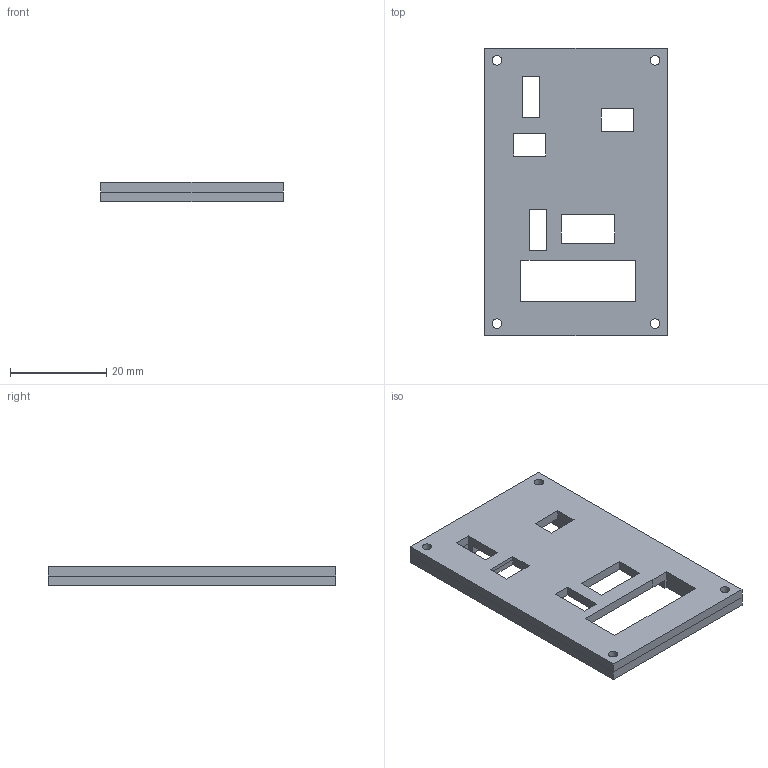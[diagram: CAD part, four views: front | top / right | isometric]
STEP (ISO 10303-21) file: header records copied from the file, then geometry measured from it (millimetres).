
FILE_DESCRIPTION(('FreeCAD Model'),'2;1');
FILE_NAME('midddle_assy_complete.step','2020-10-17T12:16:17',('Author'),(''), 'Open CASCADE STEP processor 7.4','FreeCAD','Unknown');
FILE_SCHEMA(('AUTOMOTIVE_DESIGN { 1 0 10303 214 1 1 1 1 }'));
Length unit declared in the file: millimetre
Products named in the file (1): middle_assy_cut_merge_fused
Bounding box: 37.94 x 59.78 x 4 mm (x, y, z)
Volume: 6003.9 mm3; surface area: 5272.6 mm2
Topology: 1 solids, 1 shells, 71 faces, 210 edges, 138 vertices
Faces by surface type: plane 63, cylinder 8
Full cylindrical faces by diameter (mm): 2 x8
Entity records: 5539 total; most frequent: CARTESIAN_POINT 984, DIRECTION 686, LINE 510, VECTOR 510, ORIENTED_EDGE 420, PCURVE 420, DEFINITIONAL_REPRESENTATION 420, EDGE_CURVE 210
